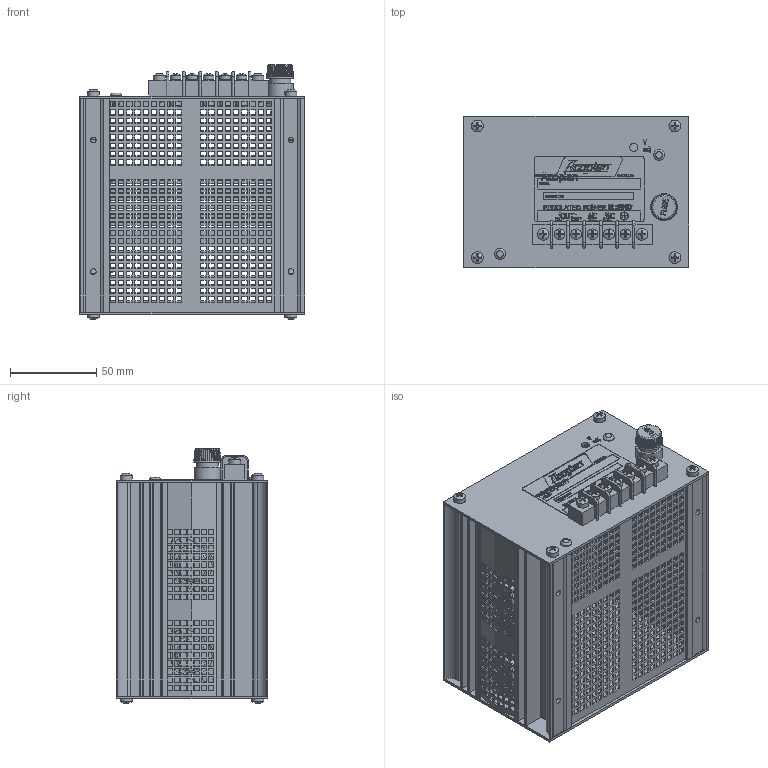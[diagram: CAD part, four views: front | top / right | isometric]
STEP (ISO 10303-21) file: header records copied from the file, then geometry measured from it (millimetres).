
FILE_DESCRIPTION(/* description */ (''),/* implementation_level */ '2;1');
FILE_NAME(/* name */ 'G5 10-11-17.stp',/* time_stamp */ '2017-10-11T10:16:30-04:00',/* author */ ('JDietsch'),/* organization */ (''),/* preprocessor_version */ 'ST-DEVELOPER v16.13',/* originating_system */ 'Autodesk Inventor 2018',/* authorisation */ '');
FILE_SCHEMA (('AUTOMOTIVE_DESIGN { 1 0 10303 214 3 1 1 }'));
Products named in the file (16): G13 GENERIC CASE (2); E300-62 G13 front; E300-7 G13 Left HS (2); G13 sreen generic (2); G13 RIGHT (2); G13 HEATSINK SCREEN (2); E300-74 G13 reaR; TRANSISTOR TO-3; FUSE HOLDER HTB-44I SPACER; fuse holder 2; FUSE HOLDER CAP HTB-44I; 375 inch single row 20 amp barrier strip 5PL; ANSI B18.6.4 - No. 8 - 18 - 1; ANSI B18.6.4 - No. 8 - 18 - 1/2; DECAL GB B MODEL; rivet, snap
Assembly tree (26 placements, depth 3):
  G13 GENERIC CASE (2)
    E300-62 G13 front
    E300-7 G13 Left HS (2)
    G13 sreen generic (2)  x2
    G13 RIGHT (2)
    G13 HEATSINK SCREEN (2)
    E300-74 G13 reaR
    TRANSISTOR TO-3  x2
    FUSE HOLDER HTB-44I SPACER
      fuse holder 2
      FUSE HOLDER CAP HTB-44I
    375 inch single row 20 amp barrier strip 5PL
    ANSI B18.6.4 - No. 8 - 18 - 1  x8
    ANSI B18.6.4 - No. 8 - 18 - 1/2  x2
    DECAL GB B MODEL
    rivet, snap  x2
Bounding box: 130.37 x 87.39 x 147.37 mm (x, y, z)
Volume: 203229.6 mm3; surface area: 204666.1 mm2
Topology: 30 solids, 30 shells, 6531 faces, 18829 edges, 12530 vertices
Faces by surface type: plane 5362, bspline 547, cylinder 275, cone 255, torus 77, sphere 15
Full cylindrical faces by diameter (mm): 0.635 x2, 2.032 x5, 2.946 x2, 3.175 x1, 3.302 x12, 3.505 x5, 3.556 x4, 4.064 x2, 4.166 x10, 4.191 x1, 4.699 x1, 4.762 x9, 5.08 x5, 6.198 x5, 6.35 x10, 6.477 x1, 6.604 x6, 6.858 x10, 7.493 x1, 7.938 x5, 10.414 x1, 10.541 x1, 12.573 x1, 12.7 x1, 15.367 x1, 19.431 x2, 23.114 x2
Entity records: 157743 total; most frequent: CARTESIAN_POINT 37437, ORIENTED_EDGE 26090, DIRECTION 20868, EDGE_CURVE 13045, LINE 10908, VECTOR 10908, VERTEX_POINT 8746, EDGE_LOOP 6080
